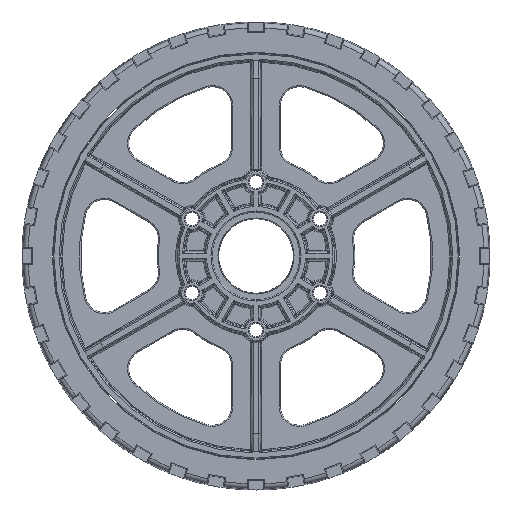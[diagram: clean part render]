
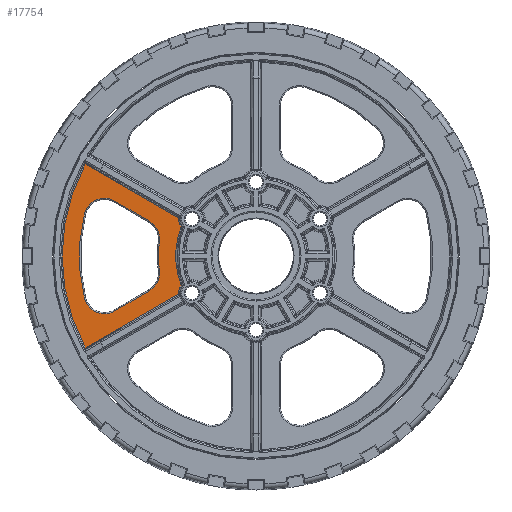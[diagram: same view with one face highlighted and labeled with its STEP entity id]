
A CAD part, left-side view. The second image highlights one B-rep face of the part: STEP entity #17754.
In plain terms, the highlighted planar face has unit normal (-1, 0, 0).
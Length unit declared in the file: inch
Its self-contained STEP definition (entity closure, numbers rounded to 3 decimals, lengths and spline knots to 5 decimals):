
#777 = ORIENTED_EDGE ( 'NONE', *, *, #120014, .T. ) ;
#783 = ORIENTED_EDGE ( 'NONE', *, *, #120036, .T. ) ;
#789 = ORIENTED_EDGE ( 'NONE', *, *, #120002, .T. ) ;
#794 = ORIENTED_EDGE ( 'NONE', *, *, #120004, .T. ) ;
#799 = ORIENTED_EDGE ( 'NONE', *, *, #120005, .T. ) ;
#804 = ORIENTED_EDGE ( 'NONE', *, *, #120013, .T. ) ;
#810 = ORIENTED_EDGE ( 'NONE', *, *, #120245, .T. ) ;
#816 = ORIENTED_EDGE ( 'NONE', *, *, #41052, .T. ) ;
#822 = ORIENTED_EDGE ( 'NONE', *, *, #120015, .T. ) ;
#828 = ORIENTED_EDGE ( 'NONE', *, *, #41042, .T. ) ;
#834 = ORIENTED_EDGE ( 'NONE', *, *, #120241, .T. ) ;
#840 = ORIENTED_EDGE ( 'NONE', *, *, #3490, .T. ) ;
#845 = ORIENTED_EDGE ( 'NONE', *, *, #41025, .T. ) ;
#851 = ORIENTED_EDGE ( 'NONE', *, *, #41023, .T. ) ;
#858 = ORIENTED_EDGE ( 'NONE', *, *, #41035, .T. ) ;
#3490 = EDGE_CURVE ( 'NONE', #126893, #127867, #47537, .T. ) ;
#12618 = EDGE_LOOP ( 'NONE', ( #810, #816, #822, #828, #834, #840, #845, #851, #858 ) ) ;
#12621 = EDGE_LOOP ( 'NONE', ( #777, #783, #789, #794, #799, #804 ) ) ;
#16764 = FACE_OUTER_BOUND ( 'NONE', #12621, .T. ) ;
#16771 = FACE_BOUND ( 'NONE', #12618, .T. ) ;
#17754 = ADVANCED_FACE ( 'NONE', ( #16764, #16771 ), #32840, .F. ) ;
#32838 = CARTESIAN_POINT ( 'NONE',  ( -0.05, 0., 0. ) ) ;
#32840 = PLANE ( 'NONE',  #124776 ) ;
#32845 = DIRECTION ( 'NONE',  ( 1., 0., 0. ) ) ;
#32848 = DIRECTION ( 'NONE',  ( 0., 0., -1. ) ) ;
#37773 = AXIS2_PLACEMENT_3D ( 'NONE', #59056, #59077, #59078 ) ;
#37774 = AXIS2_PLACEMENT_3D ( 'NONE', #59063, #59084, #59087 ) ;
#37778 = AXIS2_PLACEMENT_3D ( 'NONE', #59079, #59115, #59117 ) ;
#37782 = AXIS2_PLACEMENT_3D ( 'NONE', #59128, #59149, #59151 ) ;
#37786 = AXIS2_PLACEMENT_3D ( 'NONE', #59163, #59181, #59183 ) ;
#41023 = EDGE_CURVE ( 'NONE', #127807, #127029, #51562, .T. ) ;
#41025 = EDGE_CURVE ( 'NONE', #127867, #127807, #51563, .T. ) ;
#41035 = EDGE_CURVE ( 'NONE', #127029, #127399, #51567, .T. ) ;
#41042 = EDGE_CURVE ( 'NONE', #127479, #127114, #51571, .T. ) ;
#41052 = EDGE_CURVE ( 'NONE', #127126, #127156, #51575, .T. ) ;
#44662 = AXIS2_PLACEMENT_3D ( 'NONE', #46273, #46315, #46316 ) ;
#46273 = CARTESIAN_POINT ( 'NONE',  ( -0.05, 1.94331, -0.47647 ) ) ;
#46315 = DIRECTION ( 'NONE',  ( 1., 0., 0. ) ) ;
#46316 = DIRECTION ( 'NONE',  ( 0., 0., -1. ) ) ;
#47537 = CIRCLE ( 'NONE', #44662, 0.26352 ) ;
#51562 = CIRCLE ( 'NONE', #37773, 2.26439 ) ;
#51563 = CIRCLE ( 'NONE', #37774, 0.26352 ) ;
#51567 = CIRCLE ( 'NONE', #37778, 0.26352 ) ;
#51571 = CIRCLE ( 'NONE', #37782, 0.26352 ) ;
#51575 = CIRCLE ( 'NONE', #37786, 0.26352 ) ;
#58959 = VECTOR ( 'NONE', #61310, 39.37008 ) ;
#58973 = LINE ( 'NONE', #61309, #58959 ) ;
#58995 = CIRCLE ( 'NONE', #62378, 0.17099 ) ;
#59007 = CIRCLE ( 'NONE', #62382, 2.48613 ) ;
#59034 = LINE ( 'NONE', #61337, #59037 ) ;
#59037 = VECTOR ( 'NONE', #61338, 39.37008 ) ;
#59048 = CIRCLE ( 'NONE', #62392, 0.17099 ) ;
#59054 = CIRCLE ( 'NONE', #62394, 1.25161 ) ;
#59056 = CARTESIAN_POINT ( 'NONE',  ( -0.05, 0., 0. ) ) ;
#59063 = CARTESIAN_POINT ( 'NONE',  ( -0.05, 1.94331, -0.47647 ) ) ;
#59077 = DIRECTION ( 'NONE',  ( 1., 0., 0. ) ) ;
#59078 = DIRECTION ( 'NONE',  ( 0., 0., -1. ) ) ;
#59079 = CARTESIAN_POINT ( 'NONE',  ( -0.05, 1.94331, 0.47647 ) ) ;
#59084 = DIRECTION ( 'NONE',  ( 1., 0., 0. ) ) ;
#59087 = DIRECTION ( 'NONE',  ( 0., 0., -1. ) ) ;
#59115 = DIRECTION ( 'NONE',  ( 1., 0., 0. ) ) ;
#59117 = DIRECTION ( 'NONE',  ( 0., 0., -1. ) ) ;
#59128 = CARTESIAN_POINT ( 'NONE',  ( -0.05, 1.49924, -0.21885 ) ) ;
#59148 = CIRCLE ( 'NONE', #62420, 1.02987 ) ;
#59149 = DIRECTION ( 'NONE',  ( 1., 0., 0. ) ) ;
#59151 = DIRECTION ( 'NONE',  ( 0., 0., -1. ) ) ;
#59163 = CARTESIAN_POINT ( 'NONE',  ( -0.05, 1.49924, 0.21885 ) ) ;
#59181 = DIRECTION ( 'NONE',  ( 1., 0., 0. ) ) ;
#59183 = DIRECTION ( 'NONE',  ( 0., 0., -1. ) ) ;
#59726 = LINE ( 'NONE', #61955, #59756 ) ;
#59732 = VECTOR ( 'NONE', #61961, 39.37008 ) ;
#59756 = VECTOR ( 'NONE', #61956, 39.37008 ) ;
#59783 = LINE ( 'NONE', #61952, #59732 ) ;
#61290 = CARTESIAN_POINT ( 'NONE',  ( -0.05, 0., 0. ) ) ;
#61302 = CARTESIAN_POINT ( 'NONE',  ( -0.05, 0.82167, 0.47439 ) ) ;
#61303 = DIRECTION ( 'NONE',  ( 1., 0., 0. ) ) ;
#61304 = DIRECTION ( 'NONE',  ( 0., 0., -1. ) ) ;
#61309 = CARTESIAN_POINT ( 'NONE',  ( -0.05, 2.20155, 1.18728 ) ) ;
#61310 = DIRECTION ( 'NONE',  ( 0., 0.865, 0.502 ) ) ;
#61311 = DIRECTION ( 'NONE',  ( -1., 0., 0. ) ) ;
#61312 = DIRECTION ( 'NONE',  ( 0., 0., -1. ) ) ;
#61320 = CARTESIAN_POINT ( 'NONE',  ( -0.05, 0., 0. ) ) ;
#61330 = CARTESIAN_POINT ( 'NONE',  ( -0.05, 0.82167, -0.47439 ) ) ;
#61337 = CARTESIAN_POINT ( 'NONE',  ( -0.05, 0.03902, 0.06727 ) ) ;
#61338 = DIRECTION ( 'NONE',  ( 0., -0.865, 0.502 ) ) ;
#61340 = DIRECTION ( 'NONE',  ( 1., 0., 0. ) ) ;
#61341 = DIRECTION ( 'NONE',  ( 0., 0., -1. ) ) ;
#61342 = DIRECTION ( 'NONE',  ( -1., 0., 0. ) ) ;
#61343 = DIRECTION ( 'NONE',  ( 0., 0., -1. ) ) ;
#61389 = CARTESIAN_POINT ( 'NONE',  ( -0.05, 0., 0. ) ) ;
#61409 = DIRECTION ( 'NONE',  ( 1., 0., 0. ) ) ;
#61410 = DIRECTION ( 'NONE',  ( 0., 0., -1. ) ) ;
#61952 = CARTESIAN_POINT ( 'NONE',  ( -0.05, 0.15029, -0.25907 ) ) ;
#61955 = CARTESIAN_POINT ( 'NONE',  ( -0.05, 0.15029, 0.25907 ) ) ;
#61956 = DIRECTION ( 'NONE',  ( 0., 0.865, -0.502 ) ) ;
#61961 = DIRECTION ( 'NONE',  ( 0., -0.865, -0.502 ) ) ;
#62378 = AXIS2_PLACEMENT_3D ( 'NONE', #61302, #61303, #61304 ) ;
#62382 = AXIS2_PLACEMENT_3D ( 'NONE', #61290, #61311, #61312 ) ;
#62392 = AXIS2_PLACEMENT_3D ( 'NONE', #61330, #61340, #61341 ) ;
#62394 = AXIS2_PLACEMENT_3D ( 'NONE', #61320, #61342, #61343 ) ;
#62420 = AXIS2_PLACEMENT_3D ( 'NONE', #61389, #61409, #61410 ) ;
#68708 = CARTESIAN_POINT ( 'NONE',  ( -0.05, 1.81108, -0.70441 ) ) ;
#68731 = CARTESIAN_POINT ( 'NONE',  ( -0.05, 0.95974, -0.37353 ) ) ;
#68742 = CARTESIAN_POINT ( 'NONE',  ( -0.05, 2.18843, 1.17967 ) ) ;
#68844 = CARTESIAN_POINT ( 'NONE',  ( -0.05, 2.19925, 0.53922 ) ) ;
#68929 = CARTESIAN_POINT ( 'NONE',  ( -0.05, 1.367, -0.44678 ) ) ;
#68938 = CARTESIAN_POINT ( 'NONE',  ( -0.05, 1.367, 0.44678 ) ) ;
#68955 = CARTESIAN_POINT ( 'NONE',  ( -0.05, 1.23848, 0.18078 ) ) ;
#68959 = CARTESIAN_POINT ( 'NONE',  ( -0.05, 0.99228, -0.48575 ) ) ;
#69052 = CARTESIAN_POINT ( 'NONE',  ( -0.05, 0.95974, 0.37353 ) ) ;
#69092 = CARTESIAN_POINT ( 'NONE',  ( -0.05, 1.81108, 0.70441 ) ) ;
#69137 = CARTESIAN_POINT ( 'NONE',  ( -0.05, 1.23848, -0.18078 ) ) ;
#69138 = CARTESIAN_POINT ( 'NONE',  ( -0.05, 2.18843, -1.17967 ) ) ;
#69319 = CARTESIAN_POINT ( 'NONE',  ( -0.05, 2.19925, -0.53922 ) ) ;
#69351 = CARTESIAN_POINT ( 'NONE',  ( -0.05, 1.94331, -0.73999 ) ) ;
#69477 = CARTESIAN_POINT ( 'NONE',  ( -0.05, 0.99228, 0.48575 ) ) ;
#120002 = EDGE_CURVE ( 'NONE', #127326, #128094, #58995, .T. ) ;
#120004 = EDGE_CURVE ( 'NONE', #128094, #126927, #58973, .T. ) ;
#120005 = EDGE_CURVE ( 'NONE', #126927, #127481, #59007, .T. ) ;
#120013 = EDGE_CURVE ( 'NONE', #127481, #127163, #59034, .T. ) ;
#120014 = EDGE_CURVE ( 'NONE', #127163, #126916, #59048, .T. ) ;
#120015 = EDGE_CURVE ( 'NONE', #127156, #127479, #59054, .T. ) ;
#120036 = EDGE_CURVE ( 'NONE', #126916, #127326, #59148, .T. ) ;
#120241 = EDGE_CURVE ( 'NONE', #127114, #126893, #59726, .T. ) ;
#120245 = EDGE_CURVE ( 'NONE', #127399, #127126, #59783, .T. ) ;
#124776 = AXIS2_PLACEMENT_3D ( 'NONE', #32838, #32845, #32848 ) ;
#126893 = VERTEX_POINT ( 'NONE', #68708 ) ;
#126916 = VERTEX_POINT ( 'NONE', #68731 ) ;
#126927 = VERTEX_POINT ( 'NONE', #68742 ) ;
#127029 = VERTEX_POINT ( 'NONE', #68844 ) ;
#127114 = VERTEX_POINT ( 'NONE', #68929 ) ;
#127126 = VERTEX_POINT ( 'NONE', #68938 ) ;
#127156 = VERTEX_POINT ( 'NONE', #68955 ) ;
#127163 = VERTEX_POINT ( 'NONE', #68959 ) ;
#127326 = VERTEX_POINT ( 'NONE', #69052 ) ;
#127399 = VERTEX_POINT ( 'NONE', #69092 ) ;
#127479 = VERTEX_POINT ( 'NONE', #69137 ) ;
#127481 = VERTEX_POINT ( 'NONE', #69138 ) ;
#127807 = VERTEX_POINT ( 'NONE', #69319 ) ;
#127867 = VERTEX_POINT ( 'NONE', #69351 ) ;
#128094 = VERTEX_POINT ( 'NONE', #69477 ) ;
